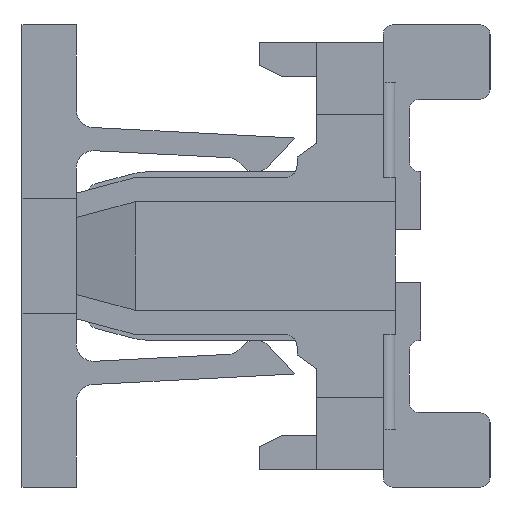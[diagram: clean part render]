
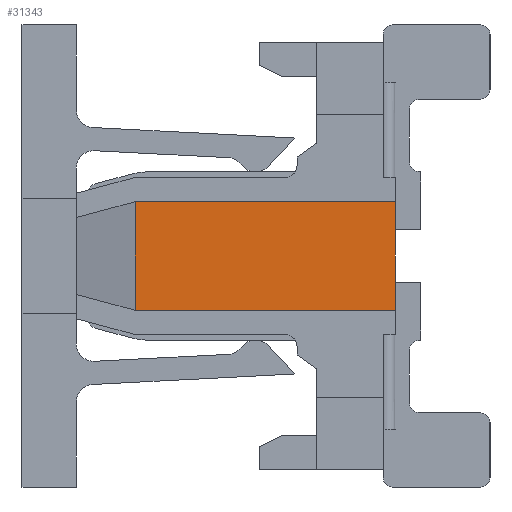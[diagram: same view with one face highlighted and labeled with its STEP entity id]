
A CAD part, left-side view. The second image highlights one B-rep face of the part: STEP entity #31343.
In plain terms, the highlighted planar face has unit normal (-1, 0, 0).
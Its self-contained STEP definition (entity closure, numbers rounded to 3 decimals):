
#3139=LINE('',#53805,#6898);
#3796=LINE('',#55332,#7555);
#3797=LINE('',#55334,#7556);
#3802=LINE('',#55345,#7561);
#6898=VECTOR('',#44390,1000.);
#7555=VECTOR('',#45683,1000.);
#7556=VECTOR('',#45686,1000.);
#7561=VECTOR('',#45699,1000.);
#15268=ORIENTED_EDGE('',*,*,#21542,.T.);
#15269=ORIENTED_EDGE('',*,*,#20730,.F.);
#15270=ORIENTED_EDGE('',*,*,#21541,.F.);
#15271=ORIENTED_EDGE('',*,*,#21547,.T.);
#20730=EDGE_CURVE('',#24444,#24445,#3139,.T.);
#21541=EDGE_CURVE('',#24996,#24444,#3796,.T.);
#21542=EDGE_CURVE('',#24997,#24445,#3797,.T.);
#21547=EDGE_CURVE('',#24996,#24997,#3802,.T.);
#24444=VERTEX_POINT('',#53804);
#24445=VERTEX_POINT('',#53806);
#24996=VERTEX_POINT('',#55331);
#24997=VERTEX_POINT('',#55335);
#27202=EDGE_LOOP('',(#15268,#15269,#15270,#15271));
#28719=FACE_BOUND('',#27202,.T.);
#29912=PLANE('',#37903);
#31343=ADVANCED_FACE('',(#28719),#29912,.F.);
#37903=AXIS2_PLACEMENT_3D('',#55344,#45697,#45698);
#44390=DIRECTION('',(0.,0.,-1.));
#45683=DIRECTION('',(0.,-1.,0.));
#45686=DIRECTION('',(0.,-1.,0.));
#45697=DIRECTION('',(1.,0.,0.));
#45698=DIRECTION('',(0.,0.,-1.));
#45699=DIRECTION('',(0.,0.,-1.));
#53804=CARTESIAN_POINT('',(-4.695,0.,0.47));
#53805=CARTESIAN_POINT('',(-4.695,0.,0.47));
#53806=CARTESIAN_POINT('',(-4.695,0.,-0.47));
#55331=CARTESIAN_POINT('',(-4.695,2.25,0.47));
#55332=CARTESIAN_POINT('',(-4.695,2.25,0.47));
#55334=CARTESIAN_POINT('',(-4.695,2.25,-0.47));
#55335=CARTESIAN_POINT('',(-4.695,2.25,-0.47));
#55344=CARTESIAN_POINT('',(-4.695,2.25,0.47));
#55345=CARTESIAN_POINT('',(-4.695,2.25,0.47));
